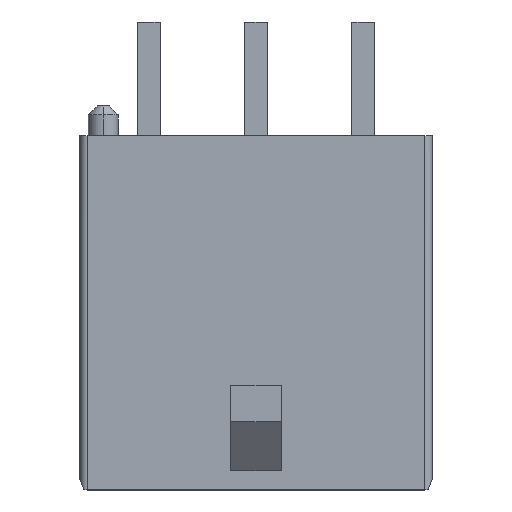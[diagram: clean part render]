
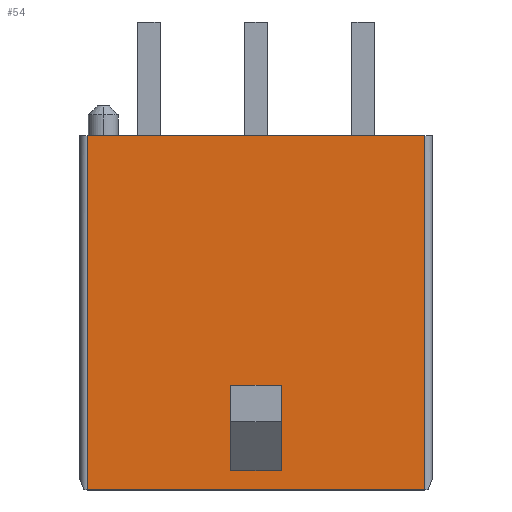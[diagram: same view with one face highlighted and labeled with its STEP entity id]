
A CAD part, top view. The second image highlights one B-rep face of the part: STEP entity #54.
In plain terms, the highlighted planar face has unit normal (0, 0, 1).
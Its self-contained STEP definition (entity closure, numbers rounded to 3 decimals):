
#54=ADVANCED_FACE('',(#130,#131),#132,.F.);
#130=FACE_OUTER_BOUND('',#283,.T.);
#131=FACE_BOUND('',#284,.T.);
#132=PLANE('',#285);
#283=EDGE_LOOP('',(#454,#455,#456,#457));
#284=EDGE_LOOP('',(#458,#459,#460,#461));
#285=AXIS2_PLACEMENT_3D('',#462,#463,#464);
#454=ORIENTED_EDGE('',*,*,#1010,.T.);
#455=ORIENTED_EDGE('',*,*,#1011,.F.);
#456=ORIENTED_EDGE('',*,*,#1012,.F.);
#457=ORIENTED_EDGE('',*,*,#1013,.T.);
#458=ORIENTED_EDGE('',*,*,#1014,.F.);
#459=ORIENTED_EDGE('',*,*,#1015,.T.);
#460=ORIENTED_EDGE('',*,*,#1016,.T.);
#461=ORIENTED_EDGE('',*,*,#1017,.F.);
#462=CARTESIAN_POINT('',(-4.725,9.91,4.18));
#463=DIRECTION('',(0.,0.0,-1.0));
#464=DIRECTION('',(0.0,-1.0,0.0));
#1010=EDGE_CURVE('',#1199,#1200,#1201,.T.);
#1011=EDGE_CURVE('',#1202,#1200,#1203,.T.);
#1012=EDGE_CURVE('',#1204,#1202,#1205,.T.);
#1013=EDGE_CURVE('',#1204,#1199,#1206,.T.);
#1014=EDGE_CURVE('',#1207,#1208,#1209,.T.);
#1015=EDGE_CURVE('',#1207,#1210,#1211,.T.);
#1016=EDGE_CURVE('',#1210,#1212,#1213,.T.);
#1017=EDGE_CURVE('',#1208,#1212,#1214,.T.);
#1199=VERTEX_POINT('',#1502);
#1200=VERTEX_POINT('',#1503);
#1201=LINE('',#1504,#1505);
#1202=VERTEX_POINT('',#1506);
#1203=LINE('',#1507,#1508);
#1204=VERTEX_POINT('',#1509);
#1205=LINE('',#1510,#1511);
#1206=LINE('',#1512,#1513);
#1207=VERTEX_POINT('',#1514);
#1208=VERTEX_POINT('',#1515);
#1209=LINE('',#1516,#1517);
#1210=VERTEX_POINT('',#1518);
#1211=LINE('',#1519,#1520);
#1212=VERTEX_POINT('',#1521);
#1213=LINE('',#1522,#1523);
#1214=LINE('',#1524,#1525);
#1502=CARTESIAN_POINT('',(-4.725,0.0,4.18));
#1503=CARTESIAN_POINT('',(4.725,0.0,4.18));
#1504=CARTESIAN_POINT('',(-4.725,0.0,4.18));
#1505=VECTOR('',#1937,1.0);
#1506=CARTESIAN_POINT('',(4.725,9.91,4.18));
#1507=CARTESIAN_POINT('',(4.725,9.91,4.18));
#1508=VECTOR('',#1938,1.0);
#1509=CARTESIAN_POINT('',(-4.725,9.91,4.18));
#1510=CARTESIAN_POINT('',(-4.725,9.91,4.18));
#1511=VECTOR('',#1939,1.0);
#1512=CARTESIAN_POINT('',(-4.725,9.91,4.18));
#1513=VECTOR('',#1940,1.0);
#1514=CARTESIAN_POINT('',(0.7,0.536,4.18));
#1515=CARTESIAN_POINT('',(0.7,2.92,4.18));
#1516=CARTESIAN_POINT('',(0.7,0.536,4.18));
#1517=VECTOR('',#1941,1.0);
#1518=CARTESIAN_POINT('',(-0.7,0.536,4.18));
#1519=CARTESIAN_POINT('',(0.7,0.536,4.18));
#1520=VECTOR('',#1942,1.0);
#1521=CARTESIAN_POINT('',(-0.7,2.92,4.18));
#1522=CARTESIAN_POINT('',(-0.7,0.536,4.18));
#1523=VECTOR('',#1943,1.0);
#1524=CARTESIAN_POINT('',(0.7,2.92,4.18));
#1525=VECTOR('',#1944,1.0);
#1937=DIRECTION('',(1.0,0.0,0.));
#1938=DIRECTION('',(0.0,-1.0,0.0));
#1939=DIRECTION('',(1.0,0.0,0.));
#1940=DIRECTION('',(0.0,-1.0,0.0));
#1941=DIRECTION('',(0.0,1.0,0.));
#1942=DIRECTION('',(-1.0,0.0,0.0));
#1943=DIRECTION('',(0.0,1.0,0.));
#1944=DIRECTION('',(-1.0,0.0,0.0));
